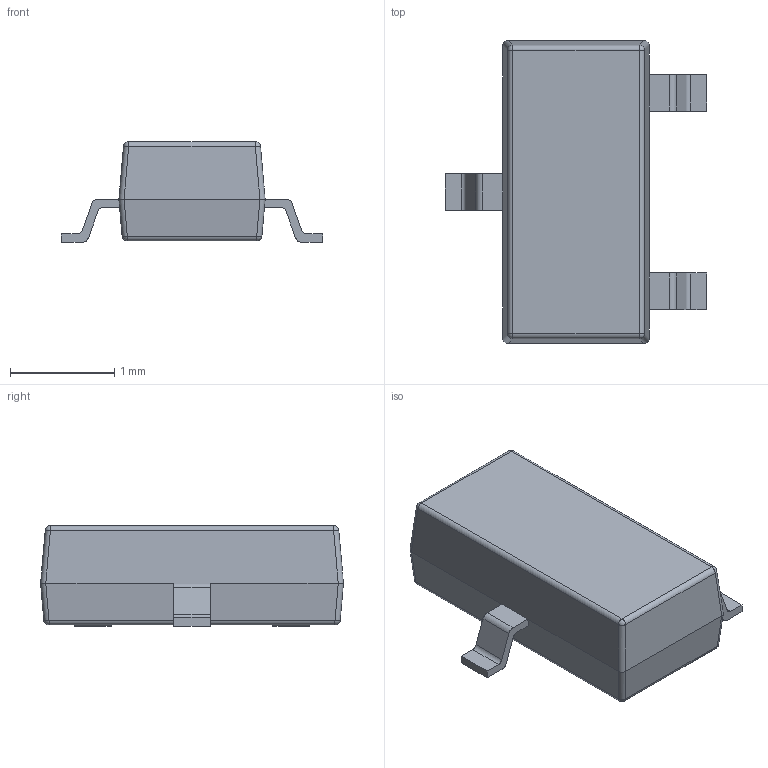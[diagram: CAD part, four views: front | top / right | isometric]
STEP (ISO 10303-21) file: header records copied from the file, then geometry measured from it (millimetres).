
FILE_DESCRIPTION (( 'STEP AP214' ), '1' );
FILE_NAME ('SOT-23-3_L2.9-W1.4-P1.90-LS2.5-BR.STEP', '2021-09-13T03:28:35', ( '' ), ( '' ), 'SwSTEP 2.0', 'SolidWorks 2020', '' );
FILE_SCHEMA (( 'AUTOMOTIVE_DESIGN' ));
Length unit declared in the file: millimetre
Products named in the file (1): SOT-23-3_L2.9-W1.4-P1.90-LS2.5-BR
Bounding box: 2.5 x 2.9 x 0.96 mm (x, y, z)
Volume: 3.7 mm3; surface area: 17.1 mm2
Topology: 1 solids, 1 shells, 129 faces, 322 edges, 202 vertices
Faces by surface type: plane 80, cylinder 28, bspline 13, sphere 8
Entity records: 5425 total; most frequent: CARTESIAN_POINT 1051, ORIENTED_EDGE 644, DIRECTION 533, EDGE_CURVE 322, VECTOR 203, LINE 203, VERTEX_POINT 202, AXIS2_PLACEMENT_3D 165
